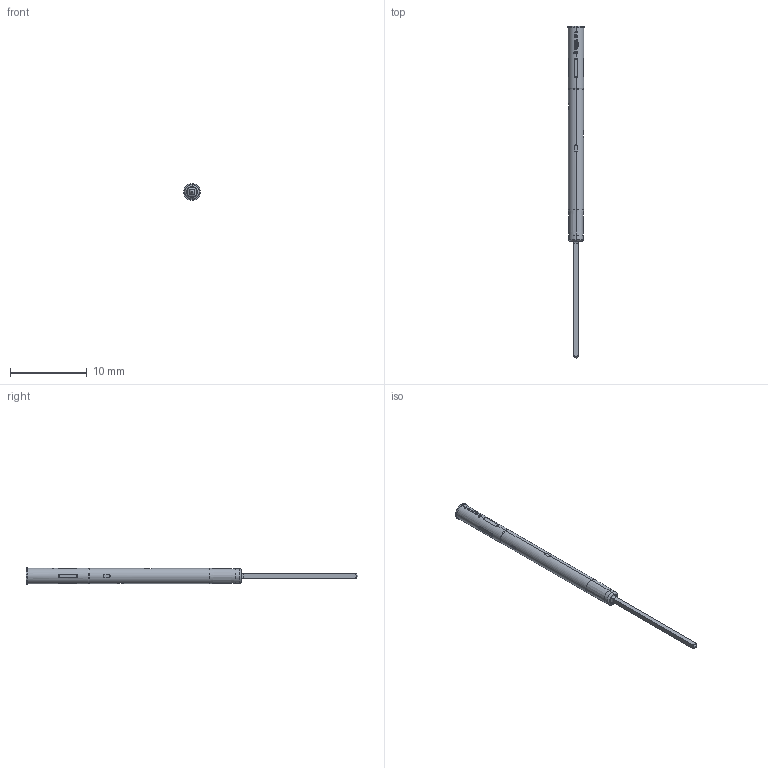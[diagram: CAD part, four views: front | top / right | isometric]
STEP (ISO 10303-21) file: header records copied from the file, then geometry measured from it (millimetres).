
FILE_DESCRIPTION (( 'STEP AP203' ), '1' );
FILE_NAME ('INGUN_KS-112_47-15.STEP', '2022-02-09T05:18:25', ( 'ochi' ), ( '' ), 'SwSTEP 2.0', 'SolidWorks 2018', '' );
FILE_SCHEMA (( 'CONFIG_CONTROL_DESIGN' ));
Length unit declared in the file: millimetre
Products named in the file (1): INGUN_KS-112_47-15
Bounding box: 2.2 x 43.2 x 2.2 mm (x, y, z)
Volume: 90.4 mm3; surface area: 215.6 mm2
Topology: 1 solids, 1 shells, 128 faces, 343 edges, 224 vertices
Faces by surface type: plane 56, cylinder 42, bspline 22, cone 6, torus 2
Entity records: 4528 total; most frequent: CARTESIAN_POINT 1494, ORIENTED_EDGE 686, DIRECTION 513, EDGE_CURVE 343, VERTEX_POINT 224, AXIS2_PLACEMENT_3D 191, EDGE_LOOP 135, VECTOR 131
